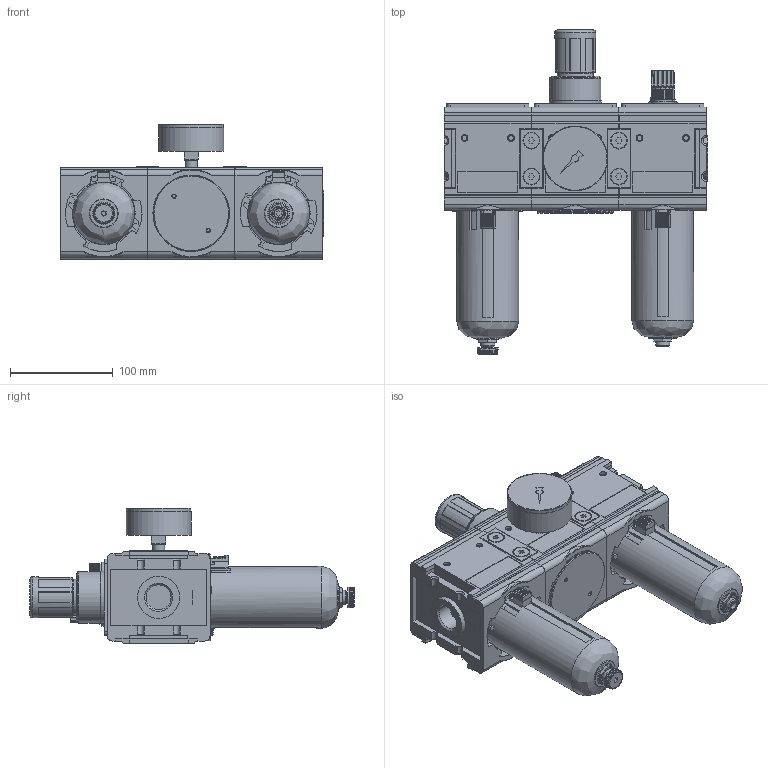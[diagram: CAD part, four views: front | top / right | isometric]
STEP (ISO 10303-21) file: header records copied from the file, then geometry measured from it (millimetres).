
FILE_DESCRIPTION( ( 'STEP AP203' ), ' ' );
FILE_NAME( '9.2744.046.stp', '2017-04-10T14:51:57', ( '' ), ( '' ), ' ', 'PARTsolutions', ' ' );
FILE_SCHEMA( ( 'CONFIG_CONTROL_DESIGN' ) );
Length unit declared in the file: millimetre
Products named in the file (12): 9.2744.046; _R.44 G12_p1; _R.44 G12_p2; _F.44 HA3 B-1_p1; _90004.0210_p1; _90004.0210(0.50.5)_p4; _90004.0213_p3; _90004.0213_p1; _90004.0213(00)_p4; _L.44 B-1_p1; _KP 55-1; _9.9945.001_p2
Assembly tree (16 placements, depth 2):
  9.2744.046
    _R.44 G12_p1
    _R.44 G12_p2
    _F.44 HA3 B-1_p1
    _90004.0210_p1
    _90004.0210(0.50.5)_p4
    _90004.0213_p3  x2
    _90004.0213_p1
    _90004.0213(00)_p4
    _L.44 B-1_p1
    _KP 55-1  x2
    _9.9945.001_p2  x4
Bounding box: 256.5 x 315.09 x 131.8 mm (x, y, z)
Volume: 3000039.7 mm3; surface area: 340661.5 mm2
Topology: 16 solids, 16 shells, 1689 faces, 4358 edges, 2842 vertices
Faces by surface type: plane 1005, cylinder 496, torus 92, cone 79, sphere 15, bspline 2
Full cylindrical faces by diameter (mm): 3.2 x2, 4 x1, 4.917 x12, 6.3 x1, 6.5 x12, 8 x9, 8.566 x1, 10 x1, 11.445 x2, 12 x1, 14 x4, 15.24 x8, 16.5 x8, 19 x1, 19.844 x2, 20 x1, 20.5 x2, 22 x1, 24.117 x6, 24.5 x1, 27 x2, 36.2 x3, 40 x1, 41 x6, 45 x3, 50 x1, 50.65 x1, 51 x1, 55.6 x4, 59.8 x2
Entity records: 44430 total; most frequent: CARTESIAN_POINT 8993, DIRECTION 7441, ORIENTED_EDGE 7038, EDGE_CURVE 3519, AXIS2_PLACEMENT_3D 2672, VERTEX_POINT 2394, LINE 2097, VECTOR 2097
